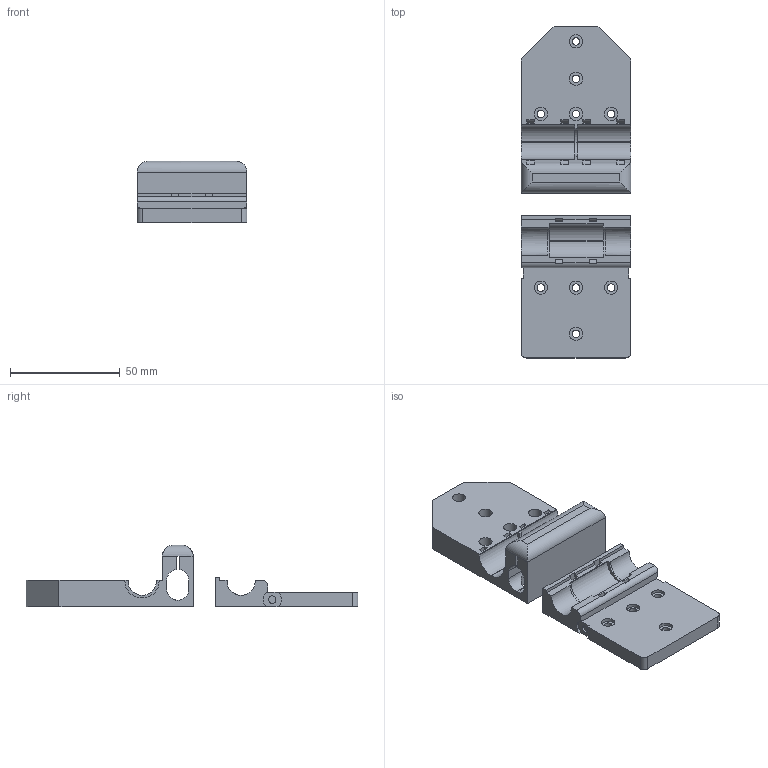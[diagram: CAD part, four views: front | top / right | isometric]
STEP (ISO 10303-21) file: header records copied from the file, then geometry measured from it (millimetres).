
FILE_DESCRIPTION(('FreeCAD Model'),'2;1');
FILE_NAME('ARBL_MainBody_Rear_BeltFixing_ZCalib.step','2019-06-23T17:30:50',('Author'),(''), 'Open CASCADE STEP processor 7.2','FreeCAD','Unknown');
FILE_SCHEMA(('AUTOMOTIVE_DESIGN { 1 0 10303 214 1 1 1 1 }'));
Products named in the file (1): EXPORT_ARBL_MainBody_Rear_BeltFixing_ZCalib
Bounding box: 50 x 151 x 28 mm (x, y, z)
Volume: 60856.4 mm3; surface area: 26822.1 mm2
Topology: 2 solids, 2 shells, 886 faces, 2646 edges, 1764 vertices
Faces by surface type: plane 808, cylinder 78
Full cylindrical faces by diameter (mm): 3.4 x11, 6 x9
Entity records: 68839 total; most frequent: CARTESIAN_POINT 17117, DIRECTION 9495, ORIENTED_EDGE 5292, PCURVE 5292, DEFINITIONAL_REPRESENTATION 5292, LINE 5288, VECTOR 5288, EDGE_CURVE 2646
